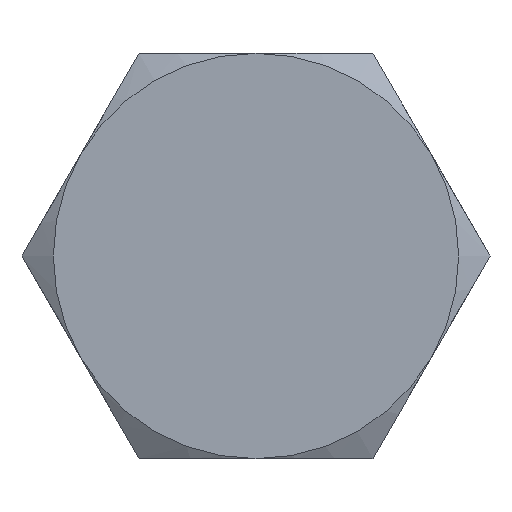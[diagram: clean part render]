
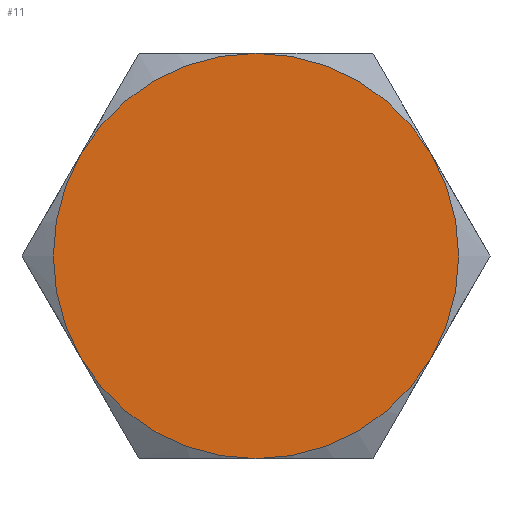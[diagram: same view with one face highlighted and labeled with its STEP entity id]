
A CAD part, left-side view. The second image highlights one B-rep face of the part: STEP entity #11.
In plain terms, the highlighted planar face has unit normal (-1, 0, 0).
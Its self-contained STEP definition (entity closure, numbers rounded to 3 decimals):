
#11 = ADVANCED_FACE ( 'NONE', ( #69 ), #701, .F. ) ;
#13 = DIRECTION ( 'NONE',  ( 1., 0., 0. ) ) ;
#44 = DIRECTION ( 'NONE',  ( 0., 0., -1. ) ) ;
#69 = FACE_OUTER_BOUND ( 'NONE', #1470, .T. ) ;
#252 = CARTESIAN_POINT ( 'NONE',  ( 0., 0., 0. ) ) ;
#258 = CARTESIAN_POINT ( 'NONE',  ( 0., -7.361, -4.25 ) ) ;
#357 = VERTEX_POINT ( 'NONE', #258 ) ;
#379 = ORIENTED_EDGE ( 'NONE', *, *, #970, .F. ) ;
#423 = DIRECTION ( 'NONE',  ( 0., 0., 1. ) ) ;
#432 = DIRECTION ( 'NONE',  ( 1., 0., 0. ) ) ;
#455 = CARTESIAN_POINT ( 'NONE',  ( 0., 9.815, 0. ) ) ;
#485 = CARTESIAN_POINT ( 'NONE',  ( 0., -7.361, 4.25 ) ) ;
#565 = DIRECTION ( 'NONE',  ( 1., 0., 0. ) ) ;
#575 = CARTESIAN_POINT ( 'NONE',  ( 0., 0., 0. ) ) ;
#627 = AXIS2_PLACEMENT_3D ( 'NONE', #1296, #432, #1398 ) ;
#641 = AXIS2_PLACEMENT_3D ( 'NONE', #252, #1290, #423 ) ;
#642 = ORIENTED_EDGE ( 'NONE', *, *, #961, .F. ) ;
#646 = AXIS2_PLACEMENT_3D ( 'NONE', #1505, #725, #1619 ) ;
#649 = AXIS2_PLACEMENT_3D ( 'NONE', #575, #1498, #717 ) ;
#662 = AXIS2_PLACEMENT_3D ( 'NONE', #853, #13, #998 ) ;
#665 = AXIS2_PLACEMENT_3D ( 'NONE', #1384, #565, #1490 ) ;
#701 = PLANE ( 'NONE',  #856 ) ;
#717 = DIRECTION ( 'NONE',  ( 0., 0., -1. ) ) ;
#725 = DIRECTION ( 'NONE',  ( 1., 0., 0. ) ) ;
#751 = VERTEX_POINT ( 'NONE', #1527 ) ;
#767 = CIRCLE ( 'NONE', #649, 8.5 ) ;
#802 = CIRCLE ( 'NONE', #665, 8.5 ) ;
#851 = CIRCLE ( 'NONE', #662, 8.5 ) ;
#853 = CARTESIAN_POINT ( 'NONE',  ( 0., 0., 0. ) ) ;
#856 = AXIS2_PLACEMENT_3D ( 'NONE', #455, #899, #44 ) ;
#899 = DIRECTION ( 'NONE',  ( 1., 0., 0. ) ) ;
#960 = EDGE_CURVE ( 'NONE', #357, #751, #802, .T. ) ;
#961 = EDGE_CURVE ( 'NONE', #1366, #357, #851, .T. ) ;
#970 = EDGE_CURVE ( 'NONE', #1014, #1366, #767, .T. ) ;
#975 = EDGE_CURVE ( 'NONE', #1014, #1049, #1424, .T. ) ;
#977 = EDGE_CURVE ( 'NONE', #1427, #1049, #1454, .T. ) ;
#980 = EDGE_CURVE ( 'NONE', #751, #1427, #1391, .T. ) ;
#998 = DIRECTION ( 'NONE',  ( 0., 0., -1. ) ) ;
#1014 = VERTEX_POINT ( 'NONE', #1529 ) ;
#1049 = VERTEX_POINT ( 'NONE', #1429 ) ;
#1076 = CARTESIAN_POINT ( 'NONE',  ( 0., 7.361, -4.25 ) ) ;
#1290 = DIRECTION ( 'NONE',  ( -1., 0., 0. ) ) ;
#1296 = CARTESIAN_POINT ( 'NONE',  ( 0., 0., 0. ) ) ;
#1349 = ORIENTED_EDGE ( 'NONE', *, *, #977, .F. ) ;
#1366 = VERTEX_POINT ( 'NONE', #485 ) ;
#1384 = CARTESIAN_POINT ( 'NONE',  ( 0., 0., 0. ) ) ;
#1391 = CIRCLE ( 'NONE', #627, 8.5 ) ;
#1398 = DIRECTION ( 'NONE',  ( 0., 0., -1. ) ) ;
#1424 = CIRCLE ( 'NONE', #641, 8.5 ) ;
#1427 = VERTEX_POINT ( 'NONE', #1076 ) ;
#1429 = CARTESIAN_POINT ( 'NONE',  ( 0., 7.361, 4.25 ) ) ;
#1454 = CIRCLE ( 'NONE', #646, 8.5 ) ;
#1470 = EDGE_LOOP ( 'NONE', ( #1660, #1573, #642, #379, #1645, #1349 ) ) ;
#1490 = DIRECTION ( 'NONE',  ( 0., 0., -1. ) ) ;
#1498 = DIRECTION ( 'NONE',  ( 1., 0., 0. ) ) ;
#1505 = CARTESIAN_POINT ( 'NONE',  ( 0., 0., 0. ) ) ;
#1527 = CARTESIAN_POINT ( 'NONE',  ( 0., 0., -8.5 ) ) ;
#1529 = CARTESIAN_POINT ( 'NONE',  ( 0., 0., 8.5 ) ) ;
#1573 = ORIENTED_EDGE ( 'NONE', *, *, #960, .F. ) ;
#1619 = DIRECTION ( 'NONE',  ( 0., 0., -1. ) ) ;
#1645 = ORIENTED_EDGE ( 'NONE', *, *, #975, .T. ) ;
#1660 = ORIENTED_EDGE ( 'NONE', *, *, #980, .F. ) ;
